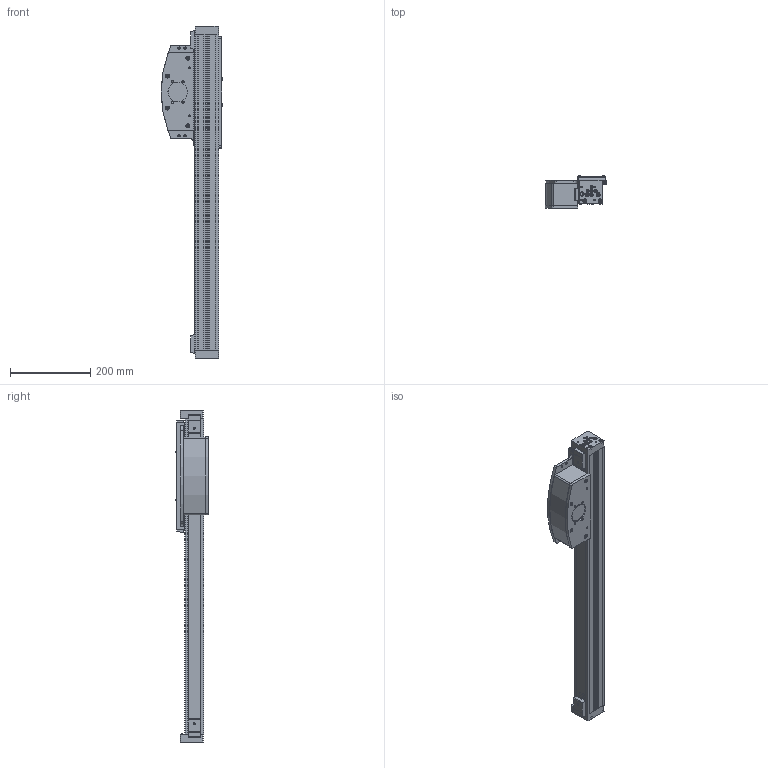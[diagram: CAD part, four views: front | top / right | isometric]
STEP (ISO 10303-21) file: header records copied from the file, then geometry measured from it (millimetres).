
FILE_DESCRIPTION(/* description */ ('STEP AP214'),/* implementation_level */ '2;1');
FILE_NAME(/* name */ '8082388_ELCC-TB-KF-60-500-0H-P0-CR',/* time_stamp */ '2024-08-24T20:24:40+02:00',/* author */ ('License CC BY-ND 4.0'),/* organization */ ('CADENAS'),/* preprocessor_version */ 'ST-DEVELOPER v19.3',/* originating_system */ 'PARTsolutions',/* authorisation */ ' ');
FILE_SCHEMA (('AUTOMOTIVE_DESIGN {1 0 10303 214 3 1 1}'));
Length unit declared in the file: millimetre
Products named in the file (6): 8082388 ELCC-TB-KF-60-500-0H-P0-CR---(0 high); 8060571 ELGC-TB-KF-60-500-0---P0---(high)h; 8060571 ELCC-TB-KF-60---1---(high0)s; EGC-80-TB-KF__(CUP); 150928 ZBS-5; ISO-4026 M5x6
Assembly tree (10 placements, depth 2):
  8082388 ELCC-TB-KF-60-500-0H-P0-CR---(0 high)
    8060571 ELGC-TB-KF-60-500-0---P0---(high)h
    8060571 ELCC-TB-KF-60---1---(high0)s
    EGC-80-TB-KF__(CUP)  x2
    150928 ZBS-5  x4
    ISO-4026 M5x6  x2
Bounding box: 153.5 x 81.05 x 830 mm (x, y, z)
Volume: 3139137.5 mm3; surface area: 506995.3 mm2
Topology: 10 solids, 10 shells, 914 faces, 2121 edges, 1352 vertices
Faces by surface type: plane 532, cylinder 219, cone 137, torus 26
Full cylindrical faces by diameter (mm): 3.242 x20, 4.134 x14, 4.917 x16, 5 x12, 7 x14, 8 x5, 8.5 x16, 10 x18, 11 x2, 16 x1, 24 x2, 34 x2, 48 x4
Entity records: 29242 total; most frequent: DIRECTION 4068, CARTESIAN_POINT 3924, ORIENTED_EDGE 3462, EDGE_CURVE 1731, AXIS2_PLACEMENT_3D 1460, FACE_BOUND 1321, VERTEX_POINT 1292, EDGE_LOOP 1286
